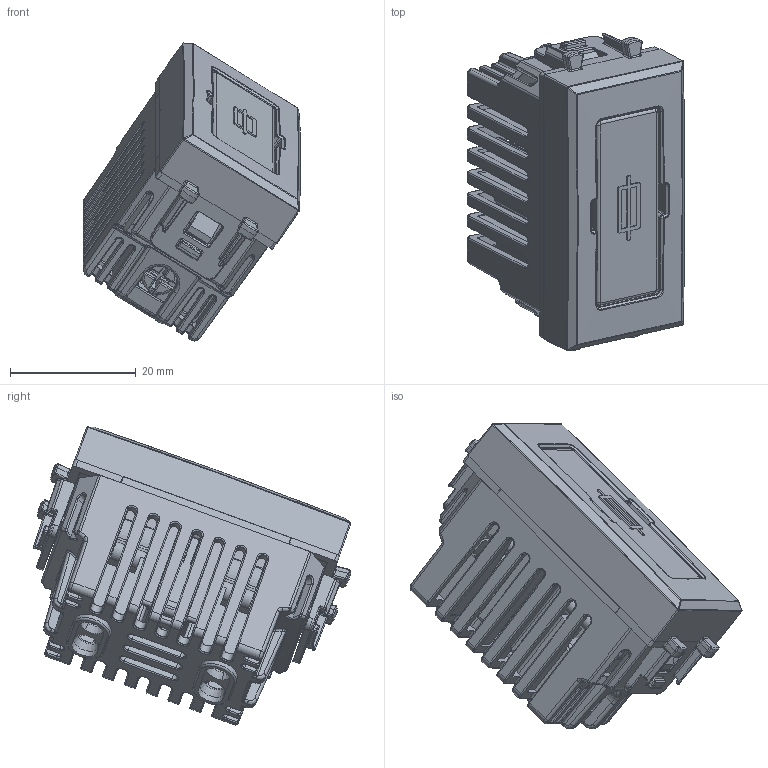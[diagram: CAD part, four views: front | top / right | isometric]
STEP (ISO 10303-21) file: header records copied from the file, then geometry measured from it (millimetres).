
FILE_DESCRIPTION(('CATIA V5 STEP Exchange'),'2;1');
FILE_NAME('442007.stp','2024-03-06T13:34:01+00:00',('none'),('none'),'CATIA Version 5-6 Release 2016 SP6','CATIA V5 STEP AP203','none');
FILE_SCHEMA(('CONFIG_CONTROL_DESIGN'));
Products named in the file (1): DP442007
Assembly tree (9 placements, depth 2):
  DP442007
    #57
    #41728
    #80562  x2
    #82488  x2
    #83638  x2
    #87186
Bounding box: 34.58 x 50.63 x 47.5 mm (x, y, z)
Volume: 11691.9 mm3; surface area: 21236.2 mm2
Topology: 9 solids, 9 shells, 2701 faces, 7249 edges, 4368 vertices
Faces by surface type: plane 1095, cylinder 910, bspline 474, sphere 88, cone 74, torus 48, extrusion 12
Entity records: 97713 total; most frequent: CARTESIAN_POINT 45542, ORIENTED_EDGE 13084, DIRECTION 6914, EDGE_CURVE 6542, VERTEX_POINT 3983, VECTOR 3127, LINE 3115, B_SPLINE_CURVE_WITH_KNOTS 2576
